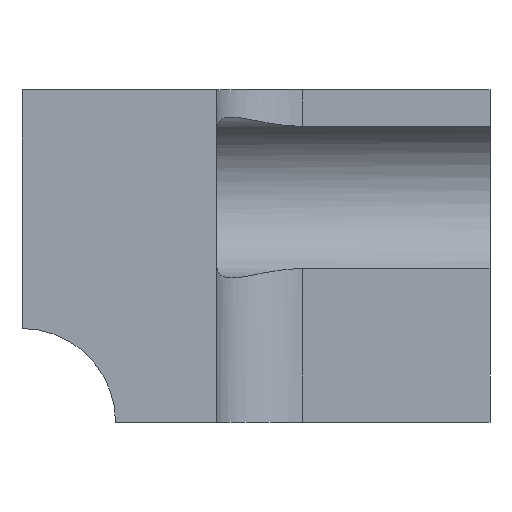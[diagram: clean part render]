
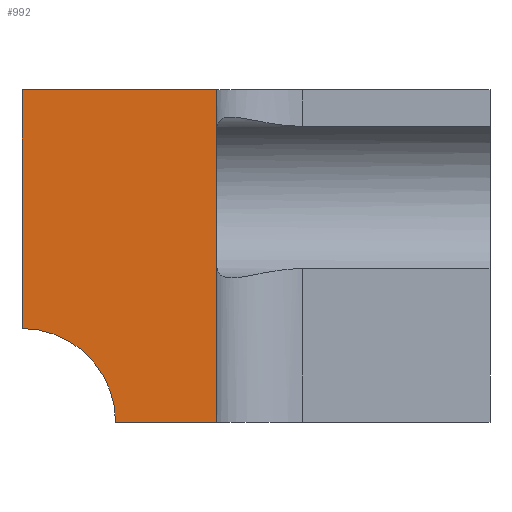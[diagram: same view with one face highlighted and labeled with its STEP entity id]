
A CAD part, left-side view. The second image highlights one B-rep face of the part: STEP entity #992.
In plain terms, the highlighted planar face has unit normal (-1, 0, 0).
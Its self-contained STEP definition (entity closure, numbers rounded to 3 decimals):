
#29=PLANE('',#1065);
#52=CIRCLE('',#1066,5.);
#103=FACE_OUTER_BOUND('',#156,.T.);
#156=EDGE_LOOP('',(#814,#815,#816,#817,#818));
#275=LINE('',#3003,#336);
#290=LINE('',#3069,#351);
#291=LINE('',#3071,#352);
#292=LINE('',#3074,#353);
#336=VECTOR('',#1193,10.);
#351=VECTOR('',#1230,10.);
#352=VECTOR('',#1231,10.);
#353=VECTOR('',#1234,10.);
#436=VERTEX_POINT('',#3000);
#437=VERTEX_POINT('',#3002);
#453=VERTEX_POINT('',#3068);
#454=VERTEX_POINT('',#3070);
#455=VERTEX_POINT('',#3072);
#568=EDGE_CURVE('',#437,#436,#275,.T.);
#590=EDGE_CURVE('',#436,#453,#290,.T.);
#591=EDGE_CURVE('',#454,#453,#291,.T.);
#592=EDGE_CURVE('',#454,#455,#52,.T.);
#593=EDGE_CURVE('',#437,#455,#292,.T.);
#814=ORIENTED_EDGE('',*,*,#568,.T.);
#815=ORIENTED_EDGE('',*,*,#590,.T.);
#816=ORIENTED_EDGE('',*,*,#591,.F.);
#817=ORIENTED_EDGE('',*,*,#592,.T.);
#818=ORIENTED_EDGE('',*,*,#593,.F.);
#992=ADVANCED_FACE('',(#103),#29,.T.);
#1065=AXIS2_PLACEMENT_3D('',#3067,#1228,#1229);
#1066=AXIS2_PLACEMENT_3D('',#3073,#1232,#1233);
#1193=DIRECTION('',(0.,0.,1.));
#1228=DIRECTION('center_axis',(-1.,0.,0.));
#1229=DIRECTION('ref_axis',(0.,0.,1.));
#1230=DIRECTION('',(0.,1.,0.));
#1231=DIRECTION('',(0.,0.,1.));
#1232=DIRECTION('center_axis',(1.,0.,0.));
#1233=DIRECTION('ref_axis',(0.,-1.,0.));
#1234=DIRECTION('',(0.,1.,0.));
#3000=CARTESIAN_POINT('',(-16.15,14.629,5.75));
#3002=CARTESIAN_POINT('',(-16.15,14.629,-12.));
#3003=CARTESIAN_POINT('',(-16.15,14.629,-12.));
#3067=CARTESIAN_POINT('Origin',(-16.15,0.,-12.));
#3068=CARTESIAN_POINT('',(-16.15,25.,5.75));
#3069=CARTESIAN_POINT('',(-16.15,0.,5.75));
#3070=CARTESIAN_POINT('',(-16.15,25.,-7.));
#3071=CARTESIAN_POINT('',(-16.15,25.,-12.));
#3072=CARTESIAN_POINT('',(-16.15,20.,-12.));
#3073=CARTESIAN_POINT('Origin',(-16.15,25.,-12.));
#3074=CARTESIAN_POINT('',(-16.15,0.,-12.));
